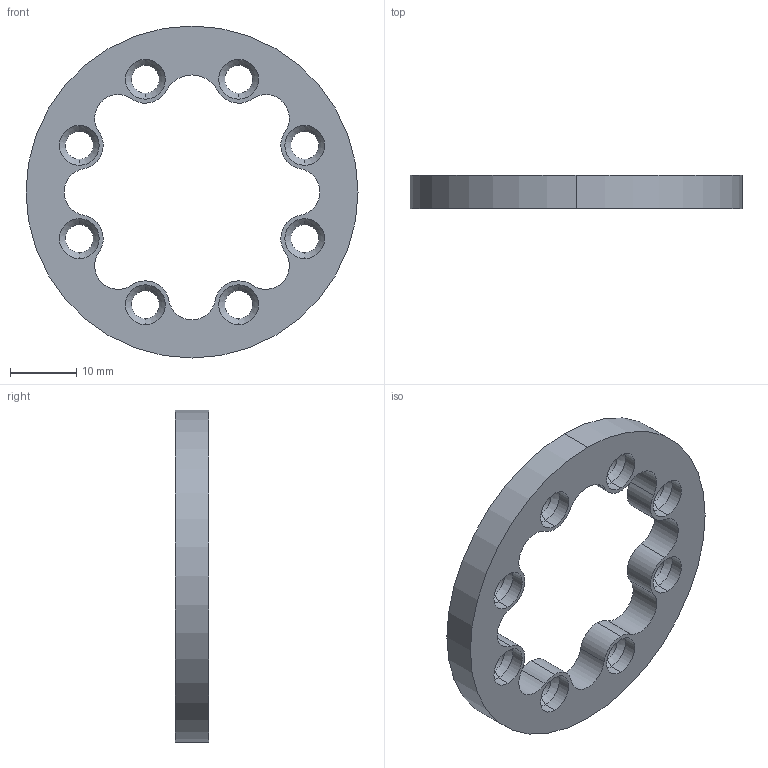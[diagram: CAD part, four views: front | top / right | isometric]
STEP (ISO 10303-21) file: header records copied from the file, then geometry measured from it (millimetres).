
FILE_DESCRIPTION (( 'STEP AP214' ), '1' );
FILE_NAME ('SRAM 8-Bolt Interface.STEP', '2025-08-20T05:44:58', ( '' ), ( '' ), 'SwSTEP 2.0', 'SolidWorks 2025', '' );
FILE_SCHEMA (( 'AUTOMOTIVE_DESIGN' ));
Length unit declared in the file: millimetre
Products named in the file (1): SRAM 8-Bolt Interface
Bounding box: 50 x 5 x 50 mm (x, y, z)
Volume: 4429.4 mm3; surface area: 3911 mm2
Topology: 1 solids, 1 shells, 73 faces, 181 edges, 110 vertices
Faces by surface type: cylinder 55, cone 16, plane 2
Entity records: 2248 total; most frequent: DIRECTION 439, CARTESIAN_POINT 365, ORIENTED_EDGE 362, AXIS2_PLACEMENT_3D 184, EDGE_CURVE 181, VERTEX_POINT 110, CIRCLE 110, EDGE_LOOP 91
